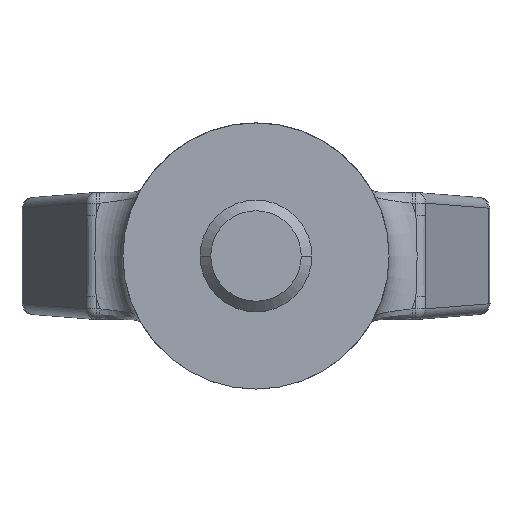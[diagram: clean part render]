
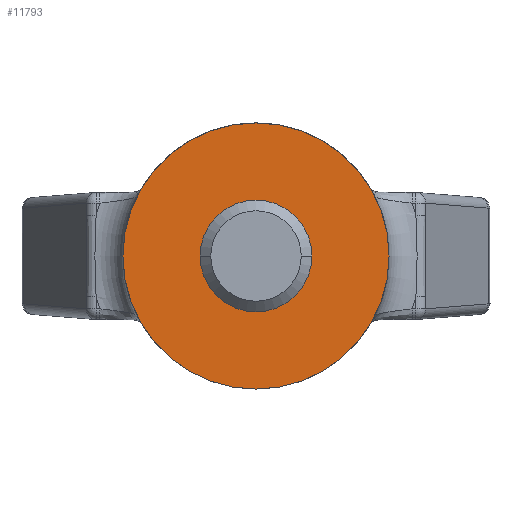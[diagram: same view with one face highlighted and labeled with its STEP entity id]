
A CAD part, front view. The second image highlights one B-rep face of the part: STEP entity #11793.
In plain terms, the highlighted planar face has unit normal (0, -1, 0).
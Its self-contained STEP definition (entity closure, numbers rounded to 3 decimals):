
#2343=CARTESIAN_POINT('',(0.,-86.,0.));
#2344=DIRECTION('',(0.,-1.,0.));
#2345=DIRECTION('',(-1.,0.,0.));
#2346=AXIS2_PLACEMENT_3D('',#2343,#2344,#2345);
#2348=CARTESIAN_POINT('',(0.,-86.,0.));
#2349=DIRECTION('',(0.,1.,0.));
#2350=DIRECTION('',(-1.,0.,0.));
#2351=AXIS2_PLACEMENT_3D('',#2348,#2349,#2350);
#6360=CARTESIAN_POINT('',(-50.,-86.,0.));
#6361=CARTESIAN_POINT('',(50.,-86.,0.));
#6362=VERTEX_POINT('',#6360);
#6363=VERTEX_POINT('',#6361);
#11784=CARTESIAN_POINT('',(0.,-86.,0.));
#11785=DIRECTION('',(0.,1.,0.));
#11786=DIRECTION('',(1.,0.,0.));
#11787=AXIS2_PLACEMENT_3D('',#11784,#11785,#11786);
#11788=PLANE('',#11787);
#11789=ORIENTED_EDGE('',*,*,#8833,.F.);
#11790=ORIENTED_EDGE('',*,*,#11750,.T.);
#11791=EDGE_LOOP('',(#11789,#11790));
#11792=FACE_OUTER_BOUND('',#11791,.F.);
#11793=ADVANCED_FACE('',(#11792),#11788,.F.);
#2347=CIRCLE('',#2346,50.);
#2352=CIRCLE('',#2351,50.);
#8833=EDGE_CURVE('',#6362,#6363,#2347,.T.);
#11750=EDGE_CURVE('',#6362,#6363,#2352,.T.);
